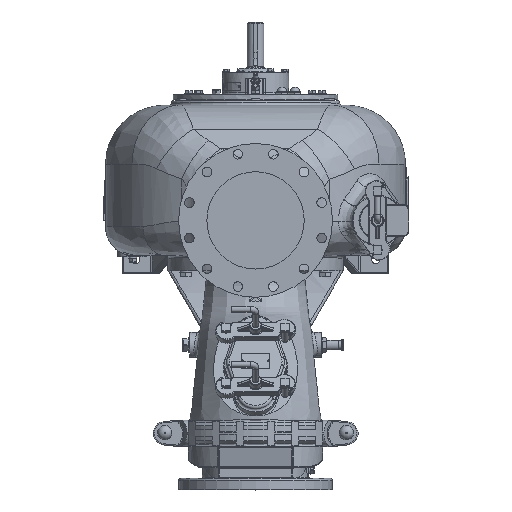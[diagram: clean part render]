
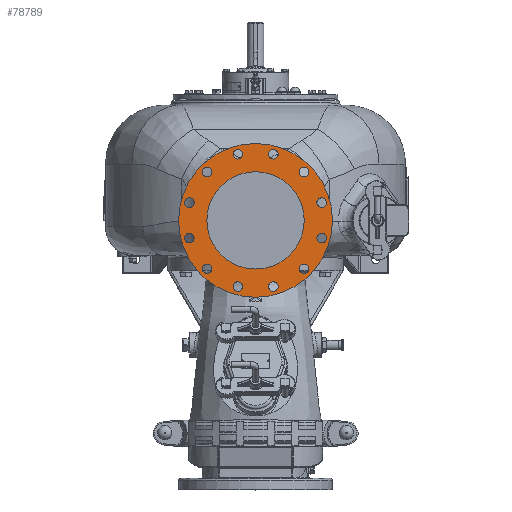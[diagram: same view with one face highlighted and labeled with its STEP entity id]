
A CAD part, top view. The second image highlights one B-rep face of the part: STEP entity #78789.
In plain terms, the highlighted planar face has unit normal (0, 0, 1).
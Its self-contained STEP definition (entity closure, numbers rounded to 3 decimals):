
#11132=PLANE('',#82594);
#12882=CIRCLE('',#82562,12.7);
#12884=CIRCLE('',#82565,12.7);
#12886=CIRCLE('',#82568,12.7);
#12888=CIRCLE('',#82571,12.7);
#12890=CIRCLE('',#82574,12.7);
#12892=CIRCLE('',#82577,12.7);
#12894=CIRCLE('',#82580,12.7);
#12896=CIRCLE('',#82583,12.7);
#12898=CIRCLE('',#82586,12.7);
#12900=CIRCLE('',#82589,12.7);
#12902=CIRCLE('',#82592,12.7);
#12904=CIRCLE('',#82595,128.588);
#12905=CIRCLE('',#82596,203.2);
#12906=CIRCLE('',#82597,12.7);
#16460=ORIENTED_EDGE('',*,*,#33027,.T.);
#16461=ORIENTED_EDGE('',*,*,#33005,.T.);
#16462=ORIENTED_EDGE('',*,*,#33007,.T.);
#16463=ORIENTED_EDGE('',*,*,#33009,.T.);
#16464=ORIENTED_EDGE('',*,*,#33011,.T.);
#16465=ORIENTED_EDGE('',*,*,#33013,.T.);
#16466=ORIENTED_EDGE('',*,*,#33015,.T.);
#16467=ORIENTED_EDGE('',*,*,#33017,.T.);
#16468=ORIENTED_EDGE('',*,*,#33019,.T.);
#16469=ORIENTED_EDGE('',*,*,#33021,.T.);
#16470=ORIENTED_EDGE('',*,*,#33023,.T.);
#16471=ORIENTED_EDGE('',*,*,#33025,.T.);
#16472=ORIENTED_EDGE('',*,*,#33028,.F.);
#16473=ORIENTED_EDGE('',*,*,#33029,.T.);
#33005=EDGE_CURVE('',#41274,#41274,#12882,.T.);
#33007=EDGE_CURVE('',#41276,#41276,#12884,.T.);
#33009=EDGE_CURVE('',#41278,#41278,#12886,.T.);
#33011=EDGE_CURVE('',#41280,#41280,#12888,.T.);
#33013=EDGE_CURVE('',#41282,#41282,#12890,.T.);
#33015=EDGE_CURVE('',#41284,#41284,#12892,.T.);
#33017=EDGE_CURVE('',#41286,#41286,#12894,.T.);
#33019=EDGE_CURVE('',#41288,#41288,#12896,.T.);
#33021=EDGE_CURVE('',#41290,#41290,#12898,.T.);
#33023=EDGE_CURVE('',#41292,#41292,#12900,.T.);
#33025=EDGE_CURVE('',#41294,#41294,#12902,.T.);
#33027=EDGE_CURVE('',#41296,#41296,#12904,.T.);
#33028=EDGE_CURVE('',#41297,#41297,#12905,.T.);
#33029=EDGE_CURVE('',#41298,#41298,#12906,.T.);
#41274=VERTEX_POINT('',#108110);
#41276=VERTEX_POINT('',#108115);
#41278=VERTEX_POINT('',#108120);
#41280=VERTEX_POINT('',#108125);
#41282=VERTEX_POINT('',#108130);
#41284=VERTEX_POINT('',#108135);
#41286=VERTEX_POINT('',#108140);
#41288=VERTEX_POINT('',#108145);
#41290=VERTEX_POINT('',#108150);
#41292=VERTEX_POINT('',#108155);
#41294=VERTEX_POINT('',#108160);
#41296=VERTEX_POINT('',#108165);
#41297=VERTEX_POINT('',#108167);
#41298=VERTEX_POINT('',#108169);
#46579=EDGE_LOOP('',(#16460));
#46580=EDGE_LOOP('',(#16461));
#46581=EDGE_LOOP('',(#16462));
#46582=EDGE_LOOP('',(#16463));
#46583=EDGE_LOOP('',(#16464));
#46584=EDGE_LOOP('',(#16465));
#46585=EDGE_LOOP('',(#16466));
#46586=EDGE_LOOP('',(#16467));
#46587=EDGE_LOOP('',(#16468));
#46588=EDGE_LOOP('',(#16469));
#46589=EDGE_LOOP('',(#16470));
#46590=EDGE_LOOP('',(#16471));
#46591=EDGE_LOOP('',(#16472));
#46592=EDGE_LOOP('',(#16473));
#50547=FACE_BOUND('',#46579,.T.);
#50548=FACE_BOUND('',#46580,.T.);
#50549=FACE_BOUND('',#46581,.T.);
#50550=FACE_BOUND('',#46582,.T.);
#50551=FACE_BOUND('',#46583,.T.);
#50552=FACE_BOUND('',#46584,.T.);
#50553=FACE_BOUND('',#46585,.T.);
#50554=FACE_BOUND('',#46586,.T.);
#50555=FACE_BOUND('',#46587,.T.);
#50556=FACE_BOUND('',#46588,.T.);
#50557=FACE_BOUND('',#46589,.T.);
#50558=FACE_BOUND('',#46590,.T.);
#50559=FACE_BOUND('',#46591,.T.);
#50560=FACE_BOUND('',#46592,.T.);
#78789=ADVANCED_FACE('',(#50547,#50548,#50549,#50550,#50551,#50552,#50553,
#50554,#50555,#50556,#50557,#50558,#50559,#50560),#11132,.T.);
#82562=AXIS2_PLACEMENT_3D('',#108109,#89757,#89758);
#82565=AXIS2_PLACEMENT_3D('',#108114,#89763,#89764);
#82568=AXIS2_PLACEMENT_3D('',#108119,#89769,#89770);
#82571=AXIS2_PLACEMENT_3D('',#108124,#89775,#89776);
#82574=AXIS2_PLACEMENT_3D('',#108129,#89781,#89782);
#82577=AXIS2_PLACEMENT_3D('',#108134,#89787,#89788);
#82580=AXIS2_PLACEMENT_3D('',#108139,#89793,#89794);
#82583=AXIS2_PLACEMENT_3D('',#108144,#89799,#89800);
#82586=AXIS2_PLACEMENT_3D('',#108149,#89805,#89806);
#82589=AXIS2_PLACEMENT_3D('',#108154,#89811,#89812);
#82592=AXIS2_PLACEMENT_3D('',#108159,#89817,#89818);
#82594=AXIS2_PLACEMENT_3D('',#108163,#89821,#89822);
#82595=AXIS2_PLACEMENT_3D('',#108164,#89823,#89824);
#82596=AXIS2_PLACEMENT_3D('',#108166,#89825,#89826);
#82597=AXIS2_PLACEMENT_3D('',#108168,#89827,#89828);
#89757=DIRECTION('',(0.,0.,-1.));
#89758=DIRECTION('',(0.866,-0.5,0.));
#89763=DIRECTION('',(0.,0.,-1.));
#89764=DIRECTION('',(0.5,-0.866,0.));
#89769=DIRECTION('',(0.,0.,-1.));
#89770=DIRECTION('',(0.,-1.,0.));
#89775=DIRECTION('',(0.,0.,-1.));
#89776=DIRECTION('',(-0.5,-0.866,0.));
#89781=DIRECTION('',(0.,0.,-1.));
#89782=DIRECTION('',(-0.866,-0.5,0.));
#89787=DIRECTION('',(0.,0.,-1.));
#89788=DIRECTION('',(-1.,0.,0.));
#89793=DIRECTION('',(0.,0.,-1.));
#89794=DIRECTION('',(-0.866,0.5,0.));
#89799=DIRECTION('',(0.,0.,-1.));
#89800=DIRECTION('',(-0.5,0.866,0.));
#89805=DIRECTION('',(0.,0.,-1.));
#89806=DIRECTION('',(0.,1.,0.));
#89811=DIRECTION('',(0.,0.,-1.));
#89812=DIRECTION('',(0.5,0.866,0.));
#89817=DIRECTION('',(0.,0.,-1.));
#89818=DIRECTION('',(0.866,0.5,0.));
#89821=DIRECTION('',(0.,0.,1.));
#89822=DIRECTION('',(1.,0.,0.));
#89823=DIRECTION('',(0.,0.,-1.));
#89824=DIRECTION('',(0.,1.,0.));
#89825=DIRECTION('',(0.,0.,-1.));
#89826=DIRECTION('',(1.,0.,0.));
#89827=DIRECTION('',(0.,0.,-1.));
#89828=DIRECTION('',(1.,0.,0.));
#108109=CARTESIAN_POINT('',(46.84,174.808,685.8));
#108110=CARTESIAN_POINT('',(57.838,168.458,685.8));
#108114=CARTESIAN_POINT('',(127.969,127.969,685.8));
#108115=CARTESIAN_POINT('',(134.319,116.97,685.8));
#108119=CARTESIAN_POINT('',(174.808,46.84,685.8));
#108120=CARTESIAN_POINT('',(174.808,34.14,685.8));
#108124=CARTESIAN_POINT('',(174.808,-46.84,685.8));
#108125=CARTESIAN_POINT('',(168.458,-57.838,685.8));
#108129=CARTESIAN_POINT('',(127.969,-127.969,685.8));
#108130=CARTESIAN_POINT('',(116.97,-134.319,685.8));
#108134=CARTESIAN_POINT('',(46.84,-174.808,685.8));
#108135=CARTESIAN_POINT('',(34.14,-174.808,685.8));
#108139=CARTESIAN_POINT('',(-46.84,-174.808,685.8));
#108140=CARTESIAN_POINT('',(-57.838,-168.458,685.8));
#108144=CARTESIAN_POINT('',(-127.969,-127.969,685.8));
#108145=CARTESIAN_POINT('',(-134.319,-116.97,685.8));
#108149=CARTESIAN_POINT('',(-174.808,-46.84,685.8));
#108150=CARTESIAN_POINT('',(-174.808,-34.14,685.8));
#108154=CARTESIAN_POINT('',(-174.808,46.84,685.8));
#108155=CARTESIAN_POINT('',(-168.458,57.838,685.8));
#108159=CARTESIAN_POINT('',(-127.969,127.969,685.8));
#108160=CARTESIAN_POINT('',(-116.97,134.319,685.8));
#108163=CARTESIAN_POINT('',(142.748,-578.776,685.8));
#108164=CARTESIAN_POINT('',(0.,0.,685.8));
#108165=CARTESIAN_POINT('',(0.,128.588,685.8));
#108166=CARTESIAN_POINT('',(0.,0.,685.8));
#108167=CARTESIAN_POINT('',(203.2,0.,685.8));
#108168=CARTESIAN_POINT('',(-46.84,174.808,685.8));
#108169=CARTESIAN_POINT('',(-34.14,174.808,685.8));
